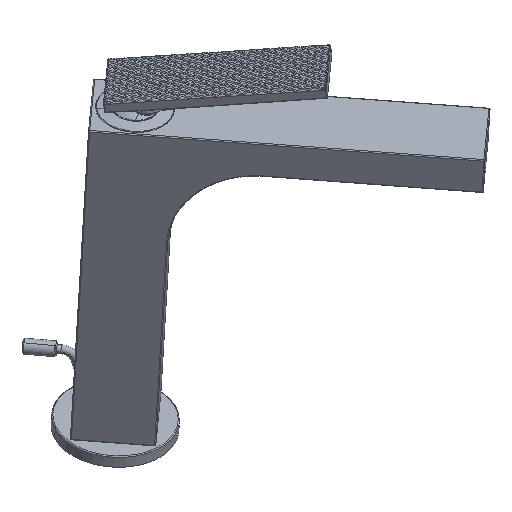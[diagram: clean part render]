
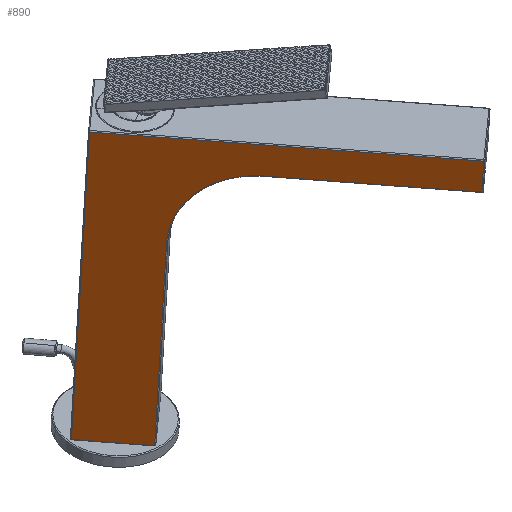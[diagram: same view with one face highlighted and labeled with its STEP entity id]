
A CAD part, isometric view. The second image highlights one B-rep face of the part: STEP entity #890.
In plain terms, the highlighted face is planar.
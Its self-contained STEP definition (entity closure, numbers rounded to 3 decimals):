
#606=CARTESIAN_POINT('Vertex',(-18.25,-18.75,8.5)) ;
#636=CARTESIAN_POINT('Vertex',(18.25,-18.75,8.5)) ;
#639=CARTESIAN_POINT('Line Origine',(68.25,-18.75,8.5)) ;
#792=CARTESIAN_POINT('Vertex',(18.25,-18.75,122.)) ;
#795=CARTESIAN_POINT('Line Origine',(18.25,-18.75,93.75)) ;
#807=CARTESIAN_POINT('Axis2P3D Location',(0.,-18.75,0.)) ;
#813=CARTESIAN_POINT('Control Point',(18.25,-18.75,122.)) ;
#814=CARTESIAN_POINT('Control Point',(18.25,-18.75,122.098)) ;
#815=CARTESIAN_POINT('Control Point',(18.25,-18.75,122.196)) ;
#816=CARTESIAN_POINT('Control Point',(18.251,-18.75,122.295)) ;
#817=CARTESIAN_POINT('Control Point',(18.284,-18.75,125.926)) ;
#818=CARTESIAN_POINT('Control Point',(18.729,-18.75,129.549)) ;
#819=CARTESIAN_POINT('Control Point',(19.552,-18.75,133.024)) ;
#820=CARTESIAN_POINT('Control Point',(21.355,-18.75,138.054)) ;
#821=CARTESIAN_POINT('Control Point',(23.957,-18.75,142.714)) ;
#822=CARTESIAN_POINT('Control Point',(24.902,-18.75,144.206)) ;
#823=CARTESIAN_POINT('Control Point',(26.18,-18.75,146.001)) ;
#824=CARTESIAN_POINT('Control Point',(27.573,-18.75,147.7)) ;
#825=CARTESIAN_POINT('Control Point',(27.854,-18.75,148.033)) ;
#826=CARTESIAN_POINT('Control Point',(28.424,-18.75,148.692)) ;
#827=CARTESIAN_POINT('Control Point',(29.014,-18.75,149.337)) ;
#828=CARTESIAN_POINT('Control Point',(29.313,-18.75,149.655)) ;
#829=CARTESIAN_POINT('Control Point',(30.426,-18.75,150.809)) ;
#830=CARTESIAN_POINT('Control Point',(31.602,-18.75,151.913)) ;
#831=CARTESIAN_POINT('Control Point',(32.49,-18.75,152.689)) ;
#832=CARTESIAN_POINT('Control Point',(33.867,-18.75,153.805)) ;
#833=CARTESIAN_POINT('Control Point',(35.303,-18.75,154.845)) ;
#834=CARTESIAN_POINT('Control Point',(35.787,-18.75,155.182)) ;
#835=CARTESIAN_POINT('Control Point',(37.744,-18.75,156.494)) ;
#836=CARTESIAN_POINT('Control Point',(39.796,-18.75,157.664)) ;
#837=CARTESIAN_POINT('Control Point',(41.384,-18.75,158.459)) ;
#838=CARTESIAN_POINT('Control Point',(43.558,-18.75,159.402)) ;
#839=CARTESIAN_POINT('Control Point',(45.799,-18.75,160.186)) ;
#840=CARTESIAN_POINT('Control Point',(46.36,-18.75,160.371)) ;
#841=CARTESIAN_POINT('Control Point',(48.052,-18.75,160.894)) ;
#842=CARTESIAN_POINT('Control Point',(49.769,-18.75,161.325)) ;
#843=CARTESIAN_POINT('Control Point',(50.919,-18.75,161.568)) ;
#844=CARTESIAN_POINT('Control Point',(53.149,-18.75,161.957)) ;
#845=CARTESIAN_POINT('Control Point',(55.373,-18.75,162.188)) ;
#846=CARTESIAN_POINT('Control Point',(56.445,-18.75,162.263)) ;
#847=CARTESIAN_POINT('Control Point',(57.547,-18.75,162.304)) ;
#848=CARTESIAN_POINT('Control Point',(58.643,-18.75,162.308)) ;
#849=CARTESIAN_POINT('Control Point',(58.679,-18.75,162.308)) ;
#850=CARTESIAN_POINT('Control Point',(58.714,-18.75,162.308)) ;
#851=CARTESIAN_POINT('Control Point',(58.75,-18.75,162.308)) ;
#852=CARTESIAN_POINT('Vertex',(58.75,-18.75,162.308)) ;
#855=CARTESIAN_POINT('Line Origine',(106.75,-18.75,162.308)) ;
#859=CARTESIAN_POINT('Vertex',(154.75,-18.75,162.308)) ;
#862=CARTESIAN_POINT('Line Origine',(154.75,-18.75,170.904)) ;
#866=CARTESIAN_POINT('Vertex',(154.75,-18.75,179.5)) ;
#869=CARTESIAN_POINT('Line Origine',(68.25,-18.75,179.5)) ;
#873=CARTESIAN_POINT('Vertex',(-18.25,-18.75,179.5)) ;
#876=CARTESIAN_POINT('Line Origine',(-18.25,-18.75,94.)) ;
#641=VECTOR('Line Direction',#640,1.) ;
#797=VECTOR('Line Direction',#796,1.) ;
#857=VECTOR('Line Direction',#856,1.) ;
#864=VECTOR('Line Direction',#863,1.) ;
#871=VECTOR('Line Direction',#870,1.) ;
#878=VECTOR('Line Direction',#877,1.) ;
#640=DIRECTION('Vector Direction',(1.,0.,0.)) ;
#796=DIRECTION('Vector Direction',(0.,0.,-1.)) ;
#808=DIRECTION('Axis2P3D Direction',(0.,1.,-0.)) ;
#809=DIRECTION('Axis2P3D XDirection',(-1.,0.,0.)) ;
#856=DIRECTION('Vector Direction',(1.,0.,0.)) ;
#863=DIRECTION('Vector Direction',(0.,0.,-1.)) ;
#870=DIRECTION('Vector Direction',(1.,0.,0.)) ;
#877=DIRECTION('Vector Direction',(0.,0.,1.)) ;
#810=AXIS2_PLACEMENT_3D('Plane Axis2P3D',#807,#808,#809) ;
#642=LINE('Line',#639,#641) ;
#798=LINE('Line',#795,#797) ;
#858=LINE('Line',#855,#857) ;
#865=LINE('Line',#862,#864) ;
#872=LINE('Line',#869,#871) ;
#879=LINE('Line',#876,#878) ;
#811=PLANE('',#810) ;
#643=EDGE_CURVE('',#607,#637,#642,.T.) ;
#799=EDGE_CURVE('',#637,#793,#798,.F.) ;
#854=EDGE_CURVE('',#793,#853,#812,.T.) ;
#861=EDGE_CURVE('',#853,#860,#858,.T.) ;
#868=EDGE_CURVE('',#867,#860,#865,.T.) ;
#875=EDGE_CURVE('',#874,#867,#872,.T.) ;
#880=EDGE_CURVE('',#607,#874,#879,.T.) ;
#882=ORIENTED_EDGE('',*,*,#643,.T.) ;
#883=ORIENTED_EDGE('',*,*,#799,.T.) ;
#884=ORIENTED_EDGE('',*,*,#854,.T.) ;
#885=ORIENTED_EDGE('',*,*,#861,.T.) ;
#886=ORIENTED_EDGE('',*,*,#868,.F.) ;
#887=ORIENTED_EDGE('',*,*,#875,.F.) ;
#888=ORIENTED_EDGE('',*,*,#880,.F.) ;
#881=EDGE_LOOP('',(#882,#883,#884,#885,#886,#887,#888)) ;
#607=VERTEX_POINT('',#606) ;
#637=VERTEX_POINT('',#636) ;
#793=VERTEX_POINT('',#792) ;
#853=VERTEX_POINT('',#852) ;
#860=VERTEX_POINT('',#859) ;
#867=VERTEX_POINT('',#866) ;
#874=VERTEX_POINT('',#873) ;
#890=ADVANCED_FACE('Hauptk\X2\00F6\X0\rper',(#889),#811,.F.) ;
#812=B_SPLINE_CURVE_WITH_KNOTS('',5,(#813,#814,#815,#816,#817,#818,#819,#820,#821,#822,#823,#824,#825,#826,#827,#828,#829,#830,#831,#832,#833,#834,#835,#836,#837,#838,#839,#840,#841,#842,#843,#844,#845,#846,#847,#848,#849,#850,#851),.UNSPECIFIED.,.F.,.U.,(6,3,3,3,3,3,3,3,3,3,3,3,6),(205.523,206.213,231.045,243.305,246.338,249.372,257.441,261.46,273.507,277.5,285.454,292.909,293.16),.UNSPECIFIED.) ;
#889=FACE_OUTER_BOUND('',#881,.T.) ;
